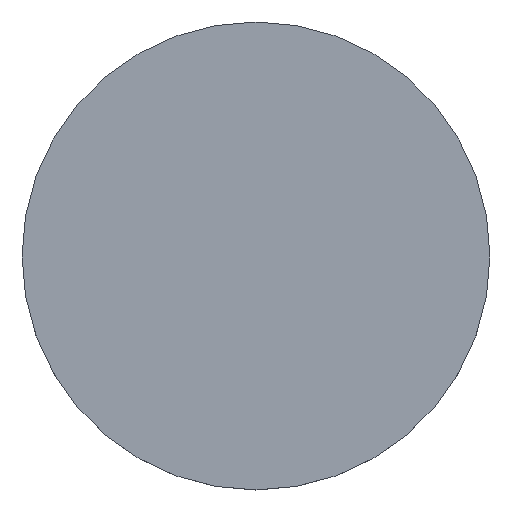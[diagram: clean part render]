
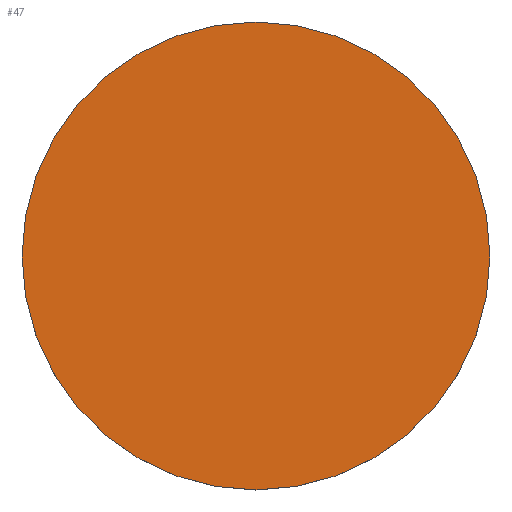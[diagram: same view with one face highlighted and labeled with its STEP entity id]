
A CAD part, top view. The second image highlights one B-rep face of the part: STEP entity #47.
In plain terms, the highlighted planar face has unit normal (0, 0, 1).
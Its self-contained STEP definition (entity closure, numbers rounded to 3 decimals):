
#42=PLANE('',#70);
#44=FACE_OUTER_BOUND('',#54,.T.);
#47=ADVANCED_FACE('',(#44),#42,.T.);
#54=EDGE_LOOP('',(#58));
#58=ORIENTED_EDGE('',*,*,#62,.T.);
#60=VERTEX_POINT('',#86);
#62=EDGE_CURVE('',#60,#60,#64,.T.);
#64=CIRCLE('',#67,30.);
#67=AXIS2_PLACEMENT_3D('',#85,#74,#75);
#70=AXIS2_PLACEMENT_3D('',#90,#80,#81);
#74=DIRECTION('',(0.,0.,1.));
#75=DIRECTION('',(1.,0.,0.));
#80=DIRECTION('',(0.,0.,1.));
#81=DIRECTION('',(1.,0.,0.));
#85=CARTESIAN_POINT('',(0.,0.,4.));
#86=CARTESIAN_POINT('',(30.,0.,4.));
#90=CARTESIAN_POINT('',(0.,0.,4.));
